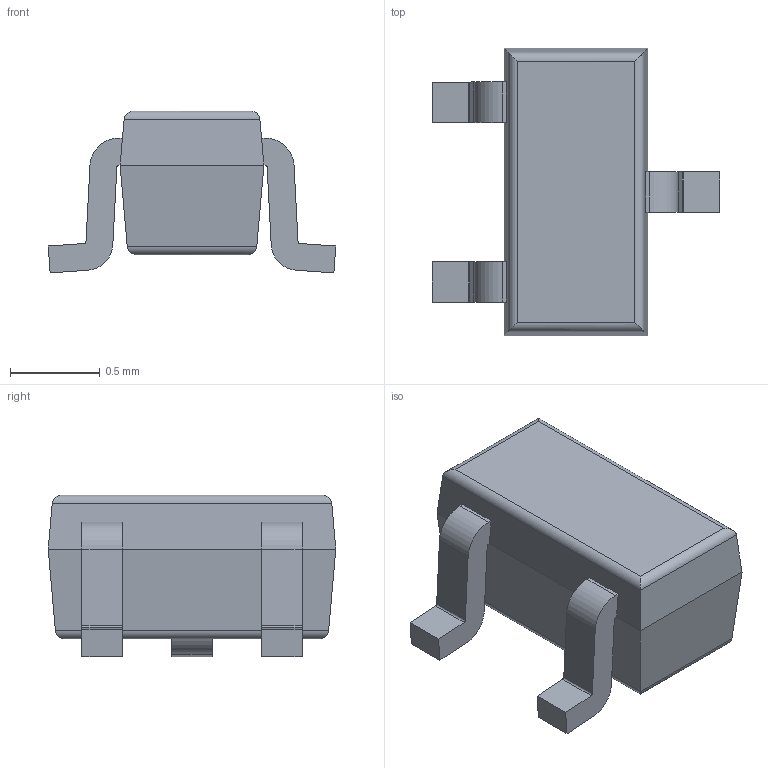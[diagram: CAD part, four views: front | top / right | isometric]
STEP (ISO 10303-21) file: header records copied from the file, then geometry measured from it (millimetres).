
FILE_DESCRIPTION(('FreeCAD Model'),'2;1');
FILE_NAME('Open CASCADE Shape Model','2025-12-29T12:38:00',( 'kicad StepUp'),('ksu MCAD'),'Open CASCADE STEP processor 7.8', 'FreeCAD','Unknown');
FILE_SCHEMA(('AUTOMOTIVE_DESIGN { 1 0 10303 214 1 1 1 1 }'));
Length unit declared in the file: millimetre
Products named in the file (5): SOT-523; RCLAMP0502B.TCT; RCLAMP0502B.TCT001; RCLAMP0502B.TCT002; RCLAMP0502B.TCT003
Assembly tree (4 placements, depth 2):
  SOT-523
    RCLAMP0502B.TCT
    RCLAMP0502B.TCT001
    RCLAMP0502B.TCT002
    RCLAMP0502B.TCT003
Bounding box: 1.6 x 1.6 x 0.9 mm (x, y, z)
Volume: 1 mm3; surface area: 8 mm2
Topology: 4 solids, 4 shells, 60 faces, 144 edges, 92 vertices
Faces by surface type: plane 40, cylinder 20
Entity records: 1835 total; most frequent: CARTESIAN_POINT 325, DIRECTION 290, ORIENTED_EDGE 288, EDGE_CURVE 144, LINE 112, VECTOR 112, VERTEX_POINT 92, AXIS2_PLACEMENT_3D 89
